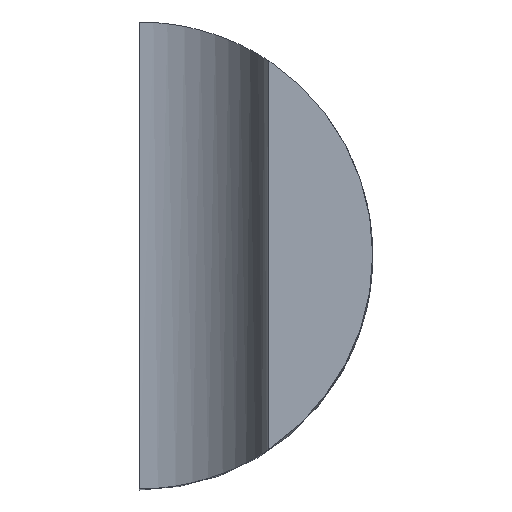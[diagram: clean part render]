
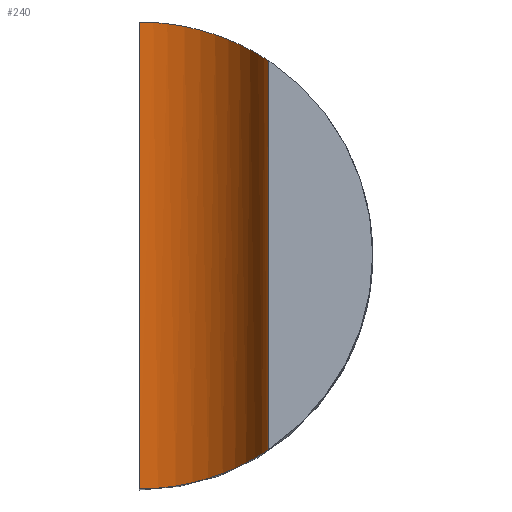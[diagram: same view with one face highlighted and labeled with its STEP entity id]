
A CAD part, top view. The second image highlights one B-rep face of the part: STEP entity #240.
In plain terms, the highlighted cylindrical face has radius 5 mm (diameter 10 mm), a partial arc.
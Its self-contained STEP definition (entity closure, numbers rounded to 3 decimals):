
#1 = ORIENTED_EDGE ( 'NONE', *, *, #522, .F. ) ;
#13 = CARTESIAN_POINT ( 'NONE',  ( 3.424, 8.324, 26.353 ) ) ;
#24 = CARTESIAN_POINT ( 'NONE',  ( 5., -9., 30. ) ) ;
#26 = CARTESIAN_POINT ( 'NONE',  ( 5., 7.483, 30. ) ) ;
#33 = CARTESIAN_POINT ( 'NONE',  ( 0.337, -8.995, 25.009 ) ) ;
#38 = LINE ( 'NONE', #24, #216 ) ;
#46 = CARTESIAN_POINT ( 'NONE',  ( 0., -9., 25. ) ) ;
#72 = CARTESIAN_POINT ( 'NONE',  ( 5., 7.483, 29.661 ) ) ;
#73 = EDGE_LOOP ( 'NONE', ( #1, #392, #448, #205 ) ) ;
#74 = CARTESIAN_POINT ( 'NONE',  ( 4.835, 7.592, 28.682 ) ) ;
#77 = CARTESIAN_POINT ( 'NONE',  ( 3.057, 8.466, 26.04 ) ) ;
#84 = CARTESIAN_POINT ( 'NONE',  ( 0., 9., 25. ) ) ;
#87 = CARTESIAN_POINT ( 'NONE',  ( 1.792, -8.821, 25.329 ) ) ;
#147 = CARTESIAN_POINT ( 'NONE',  ( 2.524, 8.643, 25.672 ) ) ;
#149 = CARTESIAN_POINT ( 'NONE',  ( 0.167, -9., 25. ) ) ;
#156 = CARTESIAN_POINT ( 'NONE',  ( 0., -9., 25. ) ) ;
#158 = CARTESIAN_POINT ( 'NONE',  ( 4.331, -7.892, 27.481 ) ) ;
#161 = CARTESIAN_POINT ( 'NONE',  ( 3.767, -8.178, 26.696 ) ) ;
#205 = ORIENTED_EDGE ( 'NONE', *, *, #766, .T. ) ;
#214 = CARTESIAN_POINT ( 'NONE',  ( 4.329, 7.893, 27.477 ) ) ;
#216 = VECTOR ( 'NONE', #613, 1000. ) ;
#218 = CARTESIAN_POINT ( 'NONE',  ( 4.966, -7.506, 29.33 ) ) ;
#225 = CARTESIAN_POINT ( 'NONE',  ( 2.53, -8.642, 25.675 ) ) ;
#240 = ADVANCED_FACE ( 'NONE', ( #472 ), #555, .F. ) ;
#243 = CARTESIAN_POINT ( 'NONE',  ( 5., 7.483, 30. ) ) ;
#252 = VERTEX_POINT ( 'NONE', #156 ) ;
#264 = CARTESIAN_POINT ( 'NONE',  ( 2.24, 8.722, 25.518 ) ) ;
#274 = VERTEX_POINT ( 'NONE', #715 ) ;
#277 = CARTESIAN_POINT ( 'NONE',  ( 4.735, 7.655, 28.362 ) ) ;
#328 = AXIS2_PLACEMENT_3D ( 'NONE', #343, #807, #678 ) ;
#343 = CARTESIAN_POINT ( 'NONE',  ( 0., -9., 30. ) ) ;
#349 = CARTESIAN_POINT ( 'NONE',  ( 4.825, -7.598, 28.678 ) ) ;
#357 = CARTESIAN_POINT ( 'NONE',  ( 0., -9., 25. ) ) ;
#362 = CARTESIAN_POINT ( 'NONE',  ( 1.635, -8.852, 25.272 ) ) ;
#369 = EDGE_CURVE ( 'NONE', #539, #603, #38, .T. ) ;
#392 = ORIENTED_EDGE ( 'NONE', *, *, #397, .T. ) ;
#397 = EDGE_CURVE ( 'NONE', #252, #539, #415, .T. ) ;
#408 = CARTESIAN_POINT ( 'NONE',  ( 1.316, 8.909, 25.165 ) ) ;
#415 = B_SPLINE_CURVE_WITH_KNOTS ( 'NONE', 3,
 ( #357, #149, #33, #626, #548, #692, #632, #362, #87, #570, #225, #817, #488, #161, #426, #158, #474, #754, #831, #349, #553, #218, #481, #420 ),
 .UNSPECIFIED., .F., .F.,
 ( 4, 2, 2, 2, 2, 2, 2, 2, 2, 2, 2, 4 ),
 ( 0.008, 0.008, 0.009, 0.009, 0.01, 0.011, 0.012, 0.013, 0.014, 0.014, 0.015, 0.016 ),
 .UNSPECIFIED. ) ;
#420 = CARTESIAN_POINT ( 'NONE',  ( 5., -7.483, 30. ) ) ;
#426 = CARTESIAN_POINT ( 'NONE',  ( 3.971, -8.079, 26.944 ) ) ;
#448 = ORIENTED_EDGE ( 'NONE', *, *, #369, .T. ) ;
#467 = CARTESIAN_POINT ( 'NONE',  ( 3.763, 8.179, 26.692 ) ) ;
#472 = FACE_OUTER_BOUND ( 'NONE', #73, .T. ) ;
#474 = CARTESIAN_POINT ( 'NONE',  ( 4.483, -7.805, 27.763 ) ) ;
#481 = CARTESIAN_POINT ( 'NONE',  ( 5., -7.483, 29.662 ) ) ;
#488 = CARTESIAN_POINT ( 'NONE',  ( 3.316, -8.37, 26.244 ) ) ;
#522 = EDGE_CURVE ( 'NONE', #252, #274, #706, .T. ) ;
#531 = CARTESIAN_POINT ( 'NONE',  ( 1.638, 8.855, 25.265 ) ) ;
#537 = CARTESIAN_POINT ( 'NONE',  ( 4.966, 7.506, 29.33 ) ) ;
#539 = VERTEX_POINT ( 'NONE', #775 ) ;
#548 = CARTESIAN_POINT ( 'NONE',  ( 0.834, -8.963, 25.067 ) ) ;
#553 = CARTESIAN_POINT ( 'NONE',  ( 4.867, -7.571, 28.841 ) ) ;
#555 = CYLINDRICAL_SURFACE ( 'NONE', #328, 5. ) ;
#570 = CARTESIAN_POINT ( 'NONE',  ( 2.245, -8.721, 25.521 ) ) ;
#589 = B_SPLINE_CURVE_WITH_KNOTS ( 'NONE', 3,
 ( #26, #72, #537, #74, #277, #802, #214, #740, #467, #13, #672, #77, #609, #147, #264, #531, #408, #679, #667, #84 ),
 .UNSPECIFIED., .F., .F.,
 ( 4, 2, 2, 2, 2, 2, 2, 2, 2, 4 ),
 ( 0., 0.001, 0.002, 0.003, 0.004, 0.004, 0.005, 0.006, 0.007, 0.008 ),
 .UNSPECIFIED. ) ;
#603 = VERTEX_POINT ( 'NONE', #243 ) ;
#609 = CARTESIAN_POINT ( 'NONE',  ( 2.927, 8.512, 25.943 ) ) ;
#611 = VECTOR ( 'NONE', #762, 1000. ) ;
#613 = DIRECTION ( 'NONE',  ( 0., 1., 0. ) ) ;
#626 = CARTESIAN_POINT ( 'NONE',  ( 0.67, -8.977, 25.042 ) ) ;
#632 = CARTESIAN_POINT ( 'NONE',  ( 1.319, -8.904, 25.174 ) ) ;
#667 = CARTESIAN_POINT ( 'NONE',  ( 0.336, 9., 25. ) ) ;
#672 = CARTESIAN_POINT ( 'NONE',  ( 3.306, 8.372, 26.245 ) ) ;
#678 = DIRECTION ( 'NONE',  ( 0., 0., 1. ) ) ;
#679 = CARTESIAN_POINT ( 'NONE',  ( 0.666, 8.981, 25.033 ) ) ;
#692 = CARTESIAN_POINT ( 'NONE',  ( 1.158, -8.927, 25.133 ) ) ;
#706 = LINE ( 'NONE', #46, #611 ) ;
#715 = CARTESIAN_POINT ( 'NONE',  ( 0., 9., 25. ) ) ;
#740 = CARTESIAN_POINT ( 'NONE',  ( 3.967, 8.081, 26.94 ) ) ;
#754 = CARTESIAN_POINT ( 'NONE',  ( 4.672, -7.693, 28.21 ) ) ;
#762 = DIRECTION ( 'NONE',  ( 0., 1., 0. ) ) ;
#766 = EDGE_CURVE ( 'NONE', #603, #274, #589, .T. ) ;
#775 = CARTESIAN_POINT ( 'NONE',  ( 5., -7.483, 30. ) ) ;
#802 = CARTESIAN_POINT ( 'NONE',  ( 4.483, 7.806, 27.761 ) ) ;
#807 = DIRECTION ( 'NONE',  ( 0., 1., 0. ) ) ;
#817 = CARTESIAN_POINT ( 'NONE',  ( 3.067, -8.466, 26.038 ) ) ;
#831 = CARTESIAN_POINT ( 'NONE',  ( 4.727, -7.659, 28.363 ) ) ;
